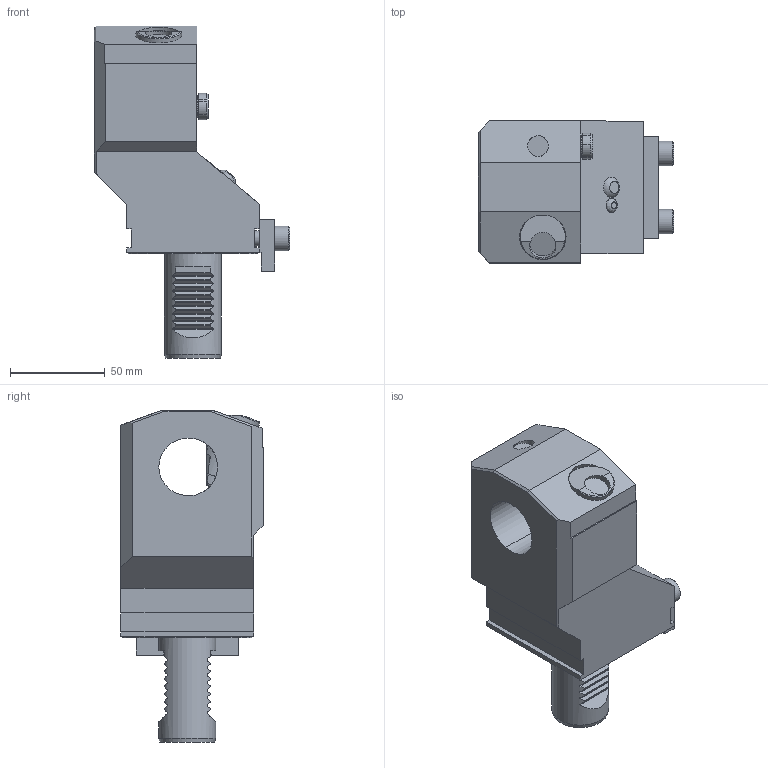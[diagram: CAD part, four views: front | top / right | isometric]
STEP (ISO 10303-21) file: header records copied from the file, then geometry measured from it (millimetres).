
FILE_DESCRIPTION(/* description */ (''),/* implementation_level */ '2;1');
FILE_NAME(/* name */ 'W1330000_stp.stp',/* time_stamp */ '2013-08-02T08:26:05+02:00',/* author */ (''),/* organization */ (''),/* preprocessor_version */ 'ST-DEVELOPER v11',/* originating_system */ 'SIEMENS PLM Software NX 7.5',/* authorisation */ '');
FILE_SCHEMA (('AUTOMOTIVE_DESIGN { 1 0 10303 214 1 1 1 1 }'));
Length unit declared in the file: millimetre
Products named in the file (1): jand736Ew1b5
Bounding box: 103 x 75 x 175 mm (x, y, z)
Volume: 511340.3 mm3; surface area: 56857.1 mm2
Topology: 1 solids, 1 shells, 224 faces, 594 edges, 386 vertices
Faces by surface type: plane 150, cylinder 54, cone 16, torus 2, bspline 1, sphere 1
Full cylindrical faces by diameter (mm): 3.767 x1, 8 x3, 11 x1, 11.4 x1, 13 x2, 13.8 x1, 24.5 x1, 30 x1, 68 x1
Entity records: 7536 total; most frequent: CARTESIAN_POINT 1975, DIRECTION 1147, ORIENTED_EDGE 1134, EDGE_CURVE 567, AXIS2_PLACEMENT_3D 404, VERTEX_POINT 378, LINE 339, VECTOR 339
